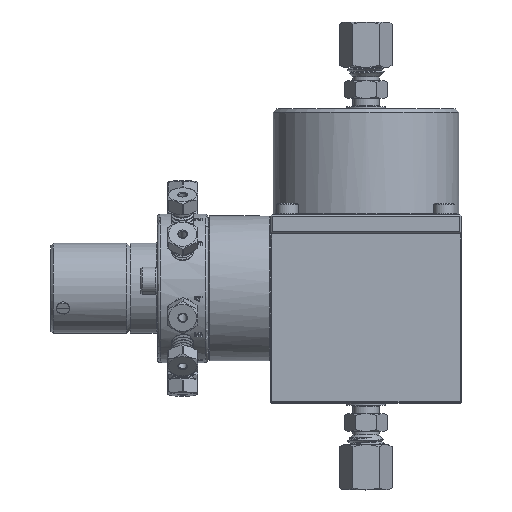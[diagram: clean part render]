
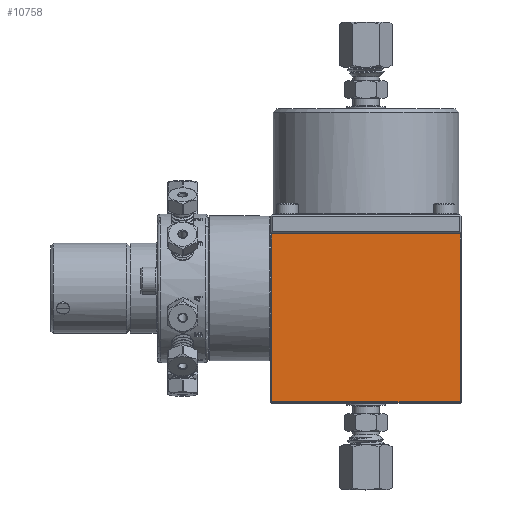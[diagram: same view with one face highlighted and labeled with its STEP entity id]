
A CAD part, top view. The second image highlights one B-rep face of the part: STEP entity #10758.
In plain terms, the highlighted planar face has unit normal (0, 0, 1).
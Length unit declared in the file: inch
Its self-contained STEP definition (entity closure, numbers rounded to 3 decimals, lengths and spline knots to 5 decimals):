
#10758 = ADVANCED_FACE ( 'Defeatured_0_6', ( #85079 ), #83162, .T. ) ;
#18511 = ORIENTED_EDGE ( 'NONE', *, *, #117865, .T. ) ;
#21593 = LINE ( 'NONE', #133757, #77739 ) ;
#27032 = EDGE_CURVE ( 'NONE', #29331, #78767, #34117, .T. ) ;
#28562 = CARTESIAN_POINT ( 'NONE',  ( -0.7875, -0.94185, 0.43317 ) ) ;
#28692 = VERTEX_POINT ( 'NONE', #45959 ) ;
#29331 = VERTEX_POINT ( 'NONE', #134539 ) ;
#32217 = CARTESIAN_POINT ( 'NONE',  ( 0.77963, 0.44988, 0.43317 ) ) ;
#34117 = LINE ( 'NONE', #46028, #89684 ) ;
#45959 = CARTESIAN_POINT ( 'NONE',  ( 0.77963, -0.94185, 0.43317 ) ) ;
#46028 = CARTESIAN_POINT ( 'NONE',  ( -0.77963, -0.79224, 0.43317 ) ) ;
#46158 = CARTESIAN_POINT ( 'NONE',  ( -0.7875, -0.79224, 0.43317 ) ) ;
#55929 = LINE ( 'NONE', #125758, #169527 ) ;
#60452 = ORIENTED_EDGE ( 'NONE', *, *, #165861, .T. ) ;
#66760 = DIRECTION ( 'NONE',  ( 1., 0., 0. ) ) ;
#70054 = EDGE_CURVE ( 'NONE', #78767, #28692, #97449, .T. ) ;
#77739 = VECTOR ( 'NONE', #158371, 39.37008 ) ;
#78767 = VERTEX_POINT ( 'NONE', #122473 ) ;
#83162 = PLANE ( 'NONE',  #115038 ) ;
#85079 = FACE_OUTER_BOUND ( 'NONE', #136580, .T. ) ;
#89684 = VECTOR ( 'NONE', #150391, 39.37008 ) ;
#97449 = LINE ( 'NONE', #28562, #157605 ) ;
#108867 = DIRECTION ( 'NONE',  ( 1., 0., 0. ) ) ;
#111652 = ORIENTED_EDGE ( 'NONE', *, *, #27032, .T. ) ;
#115038 = AXIS2_PLACEMENT_3D ( 'NONE', #46158, #165138, #108867 ) ;
#117865 = EDGE_CURVE ( 'NONE', #28692, #146053, #55929, .T. ) ;
#122473 = CARTESIAN_POINT ( 'NONE',  ( -0.77963, -0.94185, 0.43317 ) ) ;
#125758 = CARTESIAN_POINT ( 'NONE',  ( 0.77963, -0.79224, 0.43317 ) ) ;
#129054 = ORIENTED_EDGE ( 'NONE', *, *, #70054, .T. ) ;
#133757 = CARTESIAN_POINT ( 'NONE',  ( -0.7875, 0.44988, 0.43317 ) ) ;
#134539 = CARTESIAN_POINT ( 'NONE',  ( -0.77963, 0.44988, 0.43317 ) ) ;
#136580 = EDGE_LOOP ( 'NONE', ( #111652, #129054, #18511, #60452 ) ) ;
#139253 = DIRECTION ( 'NONE',  ( 0., 1., 0. ) ) ;
#146053 = VERTEX_POINT ( 'NONE', #32217 ) ;
#150391 = DIRECTION ( 'NONE',  ( 0., -1., 0. ) ) ;
#157605 = VECTOR ( 'NONE', #66760, 39.37008 ) ;
#158371 = DIRECTION ( 'NONE',  ( -1., 0., 0. ) ) ;
#165138 = DIRECTION ( 'NONE',  ( 0., 0., 1. ) ) ;
#165861 = EDGE_CURVE ( 'NONE', #146053, #29331, #21593, .T. ) ;
#169527 = VECTOR ( 'NONE', #139253, 39.37008 ) ;
